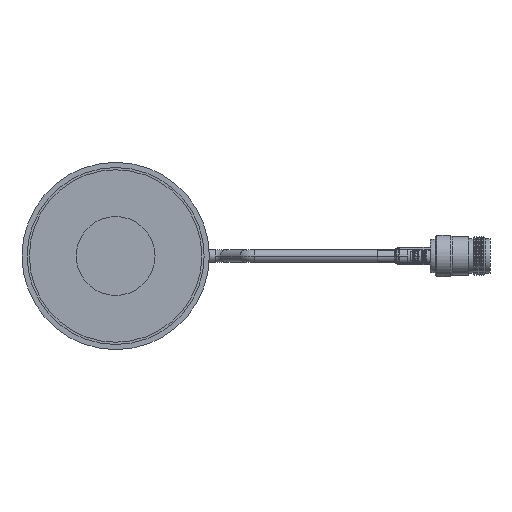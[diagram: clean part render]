
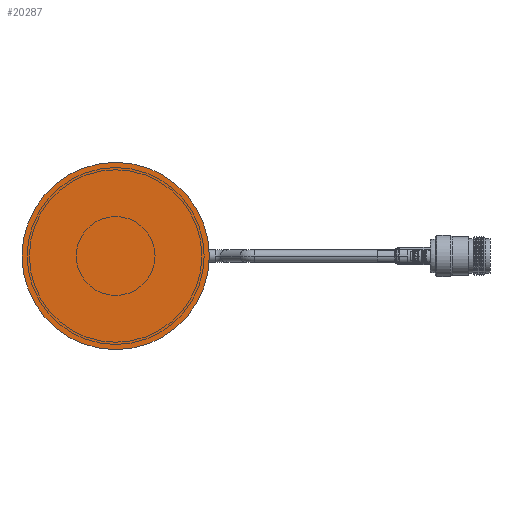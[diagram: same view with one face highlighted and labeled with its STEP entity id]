
A CAD part, front view. The second image highlights one B-rep face of the part: STEP entity #20287.
In plain terms, the highlighted planar face has unit normal (0, -1, 0).
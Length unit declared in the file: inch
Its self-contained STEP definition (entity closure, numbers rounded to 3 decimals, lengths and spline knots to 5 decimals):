
#85 = DIRECTION ( 'NONE',  ( 0., 1., 0. ) ) ;
#623 = VERTEX_POINT ( 'NONE', #11657 ) ;
#1035 = EDGE_CURVE ( 'NONE', #4322, #623, #19300, .T. ) ;
#2301 = CARTESIAN_POINT ( 'NONE',  ( 0., -0.00984, 1.49606 ) ) ;
#4322 = VERTEX_POINT ( 'NONE', #2301 ) ;
#4695 = DIRECTION ( 'NONE',  ( 0., 0., 1. ) ) ;
#4935 = ORIENTED_EDGE ( 'NONE', *, *, #1035, .F. ) ;
#6533 = FACE_OUTER_BOUND ( 'NONE', #13779, .T. ) ;
#6829 = AXIS2_PLACEMENT_3D ( 'NONE', #9059, #13894, #13996 ) ;
#6887 = AXIS2_PLACEMENT_3D ( 'NONE', #17322, #12817, #4695 ) ;
#7992 = DIRECTION ( 'NONE',  ( 0., 0., -1. ) ) ;
#9059 = CARTESIAN_POINT ( 'NONE',  ( 0., -0.00984, 0. ) ) ;
#11443 = EDGE_CURVE ( 'NONE', #623, #4322, #16030, .T. ) ;
#11657 = CARTESIAN_POINT ( 'NONE',  ( 0., -0.00984, -1.49606 ) ) ;
#12817 = DIRECTION ( 'NONE',  ( 0., 1., 0. ) ) ;
#13779 = EDGE_LOOP ( 'NONE', ( #20186, #4935 ) ) ;
#13894 = DIRECTION ( 'NONE',  ( 0., 1., 0. ) ) ;
#13996 = DIRECTION ( 'NONE',  ( 0., 0., -1. ) ) ;
#14372 = PLANE ( 'NONE',  #6887 ) ;
#14489 = CARTESIAN_POINT ( 'NONE',  ( 0., -0.00984, 0. ) ) ;
#16030 = CIRCLE ( 'NONE', #18624, 1.49606 ) ;
#17322 = CARTESIAN_POINT ( 'NONE',  ( 0., -0.00984, 0. ) ) ;
#18624 = AXIS2_PLACEMENT_3D ( 'NONE', #14489, #85, #7992 ) ;
#19300 = CIRCLE ( 'NONE', #6829, 1.49606 ) ;
#20186 = ORIENTED_EDGE ( 'NONE', *, *, #11443, .F. ) ;
#20287 = ADVANCED_FACE ( 'NONE', ( #6533 ), #14372, .F. ) ;
